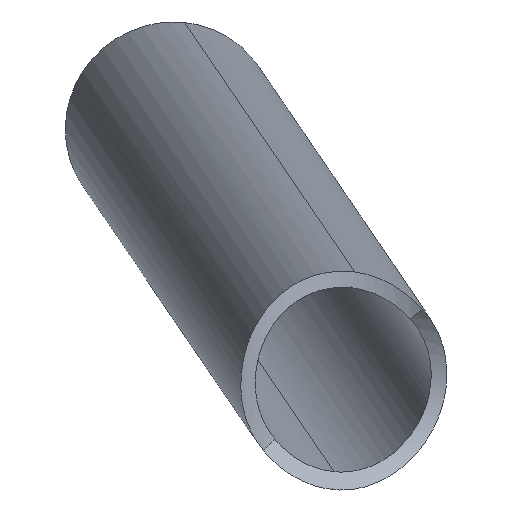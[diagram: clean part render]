
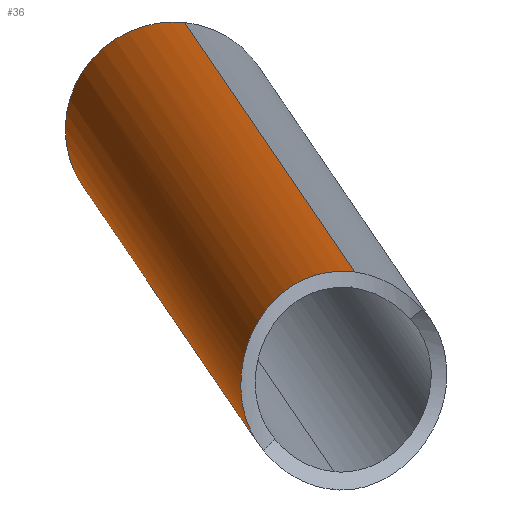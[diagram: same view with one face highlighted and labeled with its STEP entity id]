
A CAD part, top view. The second image highlights one B-rep face of the part: STEP entity #36.
In plain terms, the highlighted cylindrical face has radius 10 mm (diameter 20 mm), a partial arc.
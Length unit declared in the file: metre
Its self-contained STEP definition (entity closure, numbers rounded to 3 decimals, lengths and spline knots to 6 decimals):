
#36=ADVANCED_FACE('0:35',(#70),#71,.T.);
#70=FACE_OUTER_BOUND('',#100,.T.);
#71=CYLINDRICAL_SURFACE('',#101,0.01);
#100=EDGE_LOOP('',(#136,#137,#138,#139,#140));
#101=AXIS2_PLACEMENT_3D('',#141,#142,#143);
#136=ORIENTED_EDGE('',*,*,#189,.T.);
#137=ORIENTED_EDGE('',*,*,#195,.F.);
#138=ORIENTED_EDGE('',*,*,#192,.T.);
#139=ORIENTED_EDGE('',*,*,#196,.T.);
#140=ORIENTED_EDGE('',*,*,#197,.F.);
#141=CARTESIAN_POINT('',(-43.947318,62.204447,-494.160559));
#142=DIRECTION('',(0.084,-0.125,0.989));
#143=DIRECTION('',(0.125,0.986,0.114));
#189=EDGE_CURVE('',#220,#221,#222,.T.);
#192=EDGE_CURVE('',#227,#225,#228,.T.);
#195=EDGE_CURVE('',#227,#221,#231,.T.);
#196=EDGE_CURVE('',#225,#232,#233,.T.);
#197=EDGE_CURVE('',#220,#232,#234,.T.);
#220=VERTEX_POINT('',#344);
#221=VERTEX_POINT('',#345);
#222=LINE('',#346,#347);
#225=VERTEX_POINT('',#395);
#227=VERTEX_POINT('',#442);
#228=LINE('',#443,#444);
#231=ELLIPSE('',#447,0.010141,0.01);
#232=VERTEX_POINT('',#448);
#233=B_SPLINE_CURVE_WITH_KNOTS('',3,(#449,#450,#451,#452,#453,#454,#455,#456,#457,#458,#459,#460,#461,#462,#463,#464,#465,#466,#467,#468,#469,#470,#471,#472,#473,#474,#475,#476,#477,#478,#479,#480,#481,#482,#483,#484,#485,#486,#487,#488,#489,#490,#491,#492,#493,#494),.UNSPECIFIED.,.F.,.F.,(4,3,3,3,3,3,3,3,3,3,3,3,3,3,3,4),(0.039127,0.040234,0.041213,0.044177,0.046855,0.048434,0.051056,0.053732,0.055389,0.056336,0.059679,0.062874,0.064991,0.066876,0.069758,0.07246),.UNSPECIFIED.);
#234=B_SPLINE_CURVE_WITH_KNOTS('',3,(#495,#496,#497,#498,#499,#500,#501,#502,#503,#504,#505,#506,#507,#508,#509,#510,#511,#512,#513,#514,#515,#516,#517,#518,#519,#520,#521,#522,#523,#524,#525,#526,#527,#528,#529,#530,#531,#532,#533,#534,#535,#536,#537,#538,#539,#540),.UNSPECIFIED.,.F.,.F.,(4,3,3,3,3,3,3,3,3,3,3,3,3,3,3,4),(0.007986,0.009284,0.012263,0.014971,0.016487,0.01807,0.020934,0.023355,0.024503,0.025488,0.028934,0.031778,0.033614,0.035894,0.039072,0.040308),.UNSPECIFIED.);
#344=CARTESIAN_POINT('',(-1.958663,-0.2997,0.33096));
#345=CARTESIAN_POINT('',(-1.974651,-0.275896,0.142669));
#346=CARTESIAN_POINT('',(-1.966542,-0.28797,0.238173));
#347=VECTOR('',#641,1.0);
#395=CARTESIAN_POINT('',(-1.960644,-0.320184,0.334789));
#442=CARTESIAN_POINT('',(-1.977349,-0.295313,0.138058));
#443=CARTESIAN_POINT('',(-1.969042,-0.307681,0.235893));
#444=VECTOR('',#642,1.0);
#447=AXIS2_PLACEMENT_3D('',#646,#647,#648);
#448=CARTESIAN_POINT('',(-1.967213,-0.316528,0.334256));
#449=CARTESIAN_POINT('',(-1.952246,-0.303218,0.332788));
#450=CARTESIAN_POINT('',(-1.952049,-0.303429,0.332541));
#451=CARTESIAN_POINT('',(-1.951864,-0.30365,0.332298));
#452=CARTESIAN_POINT('',(-1.951693,-0.303878,0.332063));
#453=CARTESIAN_POINT('',(-1.951542,-0.30408,0.331855));
#454=CARTESIAN_POINT('',(-1.951397,-0.304294,0.331647));
#455=CARTESIAN_POINT('',(-1.951258,-0.30452,0.33144));
#456=CARTESIAN_POINT('',(-1.95084,-0.305205,0.330815));
#457=CARTESIAN_POINT('',(-1.950493,-0.306007,0.33021));
#458=CARTESIAN_POINT('',(-1.950269,-0.306888,0.329713));
#459=CARTESIAN_POINT('',(-1.950067,-0.307683,0.329264));
#460=CARTESIAN_POINT('',(-1.949964,-0.308545,0.328904));
#461=CARTESIAN_POINT('',(-1.949975,-0.309424,0.328671));
#462=CARTESIAN_POINT('',(-1.949982,-0.309942,0.328533));
#463=CARTESIAN_POINT('',(-1.950028,-0.310463,0.32844));
#464=CARTESIAN_POINT('',(-1.950111,-0.310982,0.32839));
#465=CARTESIAN_POINT('',(-1.950249,-0.311844,0.328309));
#466=CARTESIAN_POINT('',(-1.950495,-0.312714,0.328351));
#467=CARTESIAN_POINT('',(-1.950834,-0.313539,0.328511));
#468=CARTESIAN_POINT('',(-1.951181,-0.31438,0.328674));
#469=CARTESIAN_POINT('',(-1.951623,-0.315172,0.328958));
#470=CARTESIAN_POINT('',(-1.952124,-0.315879,0.329318));
#471=CARTESIAN_POINT('',(-1.952435,-0.316316,0.329541));
#472=CARTESIAN_POINT('',(-1.952768,-0.316721,0.329793));
#473=CARTESIAN_POINT('',(-1.953111,-0.317087,0.330058));
#474=CARTESIAN_POINT('',(-1.953307,-0.317297,0.33021));
#475=CARTESIAN_POINT('',(-1.953505,-0.317492,0.330365));
#476=CARTESIAN_POINT('',(-1.953707,-0.317678,0.330523));
#477=CARTESIAN_POINT('',(-1.954421,-0.318333,0.331083));
#478=CARTESIAN_POINT('',(-1.955235,-0.318903,0.331732));
#479=CARTESIAN_POINT('',(-1.956118,-0.319333,0.332374));
#480=CARTESIAN_POINT('',(-1.956961,-0.319744,0.332987));
#481=CARTESIAN_POINT('',(-1.957868,-0.320031,0.333591));
#482=CARTESIAN_POINT('',(-1.958826,-0.320154,0.334072));
#483=CARTESIAN_POINT('',(-1.959461,-0.320235,0.334391));
#484=CARTESIAN_POINT('',(-1.960121,-0.320245,0.334654));
#485=CARTESIAN_POINT('',(-1.960799,-0.320168,0.334831));
#486=CARTESIAN_POINT('',(-1.961403,-0.320099,0.334989));
#487=CARTESIAN_POINT('',(-1.962015,-0.319962,0.335077));
#488=CARTESIAN_POINT('',(-1.962615,-0.319759,0.335098));
#489=CARTESIAN_POINT('',(-1.963531,-0.319448,0.33513));
#490=CARTESIAN_POINT('',(-1.964417,-0.318982,0.33501));
#491=CARTESIAN_POINT('',(-1.965217,-0.318403,0.334832));
#492=CARTESIAN_POINT('',(-1.965968,-0.31786,0.334666));
#493=CARTESIAN_POINT('',(-1.966644,-0.317217,0.334452));
#494=CARTESIAN_POINT('',(-1.967213,-0.316528,0.334256));
#495=CARTESIAN_POINT('',(-1.952246,-0.303218,0.332788));
#496=CARTESIAN_POINT('',(-1.952517,-0.302911,0.332623));
#497=CARTESIAN_POINT('',(-1.952797,-0.302626,0.332466));
#498=CARTESIAN_POINT('',(-1.953103,-0.302347,0.332311));
#499=CARTESIAN_POINT('',(-1.953805,-0.301706,0.331955));
#500=CARTESIAN_POINT('',(-1.954632,-0.301119,0.331622));
#501=CARTESIAN_POINT('',(-1.955539,-0.300664,0.331381));
#502=CARTESIAN_POINT('',(-1.956363,-0.30025,0.331161));
#503=CARTESIAN_POINT('',(-1.957256,-0.299944,0.331017));
#504=CARTESIAN_POINT('',(-1.958163,-0.299778,0.330974));
#505=CARTESIAN_POINT('',(-1.958671,-0.299684,0.33095));
#506=CARTESIAN_POINT('',(-1.959183,-0.299634,0.330957));
#507=CARTESIAN_POINT('',(-1.959688,-0.299627,0.330995));
#508=CARTESIAN_POINT('',(-1.960215,-0.29962,0.331034));
#509=CARTESIAN_POINT('',(-1.960742,-0.299659,0.331108));
#510=CARTESIAN_POINT('',(-1.961263,-0.299746,0.331214));
#511=CARTESIAN_POINT('',(-1.962205,-0.299902,0.331407));
#512=CARTESIAN_POINT('',(-1.963115,-0.300215,0.33171));
#513=CARTESIAN_POINT('',(-1.963937,-0.300651,0.332085));
#514=CARTESIAN_POINT('',(-1.964633,-0.301019,0.332402));
#515=CARTESIAN_POINT('',(-1.965266,-0.301474,0.332769));
#516=CARTESIAN_POINT('',(-1.965819,-0.301976,0.333148));
#517=CARTESIAN_POINT('',(-1.966081,-0.302213,0.333327));
#518=CARTESIAN_POINT('',(-1.966325,-0.302462,0.333509));
#519=CARTESIAN_POINT('',(-1.966551,-0.302715,0.333689));
#520=CARTESIAN_POINT('',(-1.966744,-0.302932,0.333843));
#521=CARTESIAN_POINT('',(-1.966929,-0.303158,0.334));
#522=CARTESIAN_POINT('',(-1.967106,-0.303396,0.334159));
#523=CARTESIAN_POINT('',(-1.967727,-0.304229,0.334717));
#524=CARTESIAN_POINT('',(-1.968244,-0.305187,0.3353));
#525=CARTESIAN_POINT('',(-1.968622,-0.306219,0.335786));
#526=CARTESIAN_POINT('',(-1.968933,-0.307071,0.336186));
#527=CARTESIAN_POINT('',(-1.969152,-0.307973,0.336518));
#528=CARTESIAN_POINT('',(-1.969266,-0.308901,0.336694));
#529=CARTESIAN_POINT('',(-1.969339,-0.3095,0.336808));
#530=CARTESIAN_POINT('',(-1.969368,-0.310114,0.336856));
#531=CARTESIAN_POINT('',(-1.969347,-0.310724,0.336822));
#532=CARTESIAN_POINT('',(-1.969321,-0.311481,0.336781));
#533=CARTESIAN_POINT('',(-1.969218,-0.312227,0.336614));
#534=CARTESIAN_POINT('',(-1.969039,-0.312935,0.336355));
#535=CARTESIAN_POINT('',(-1.96879,-0.313923,0.335994));
#536=CARTESIAN_POINT('',(-1.968391,-0.314836,0.335462));
#537=CARTESIAN_POINT('',(-1.967871,-0.315641,0.334907));
#538=CARTESIAN_POINT('',(-1.967668,-0.315954,0.334691));
#539=CARTESIAN_POINT('',(-1.967448,-0.31625,0.334472));
#540=CARTESIAN_POINT('',(-1.967213,-0.316528,0.334256));
#641=DIRECTION('',(-0.084,0.125,-0.989));
#642=DIRECTION('',(0.084,-0.125,0.989));
#646=CARTESIAN_POINT('',(-1.976,-0.285604,0.140364));
#647=DIRECTION('',(-0.186,0.251,-0.95));
#648=DIRECTION('',(-0.597,0.739,0.312));
